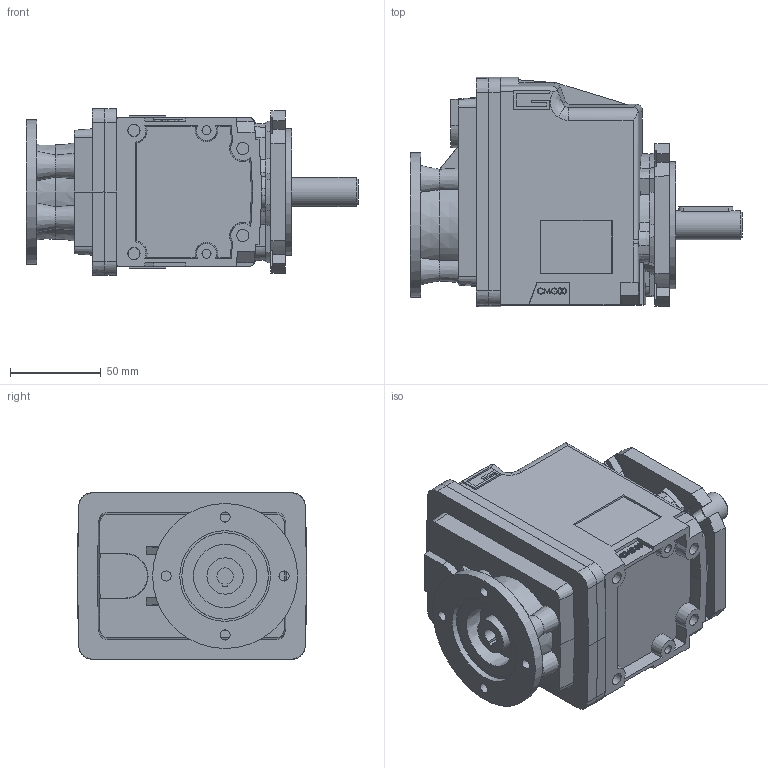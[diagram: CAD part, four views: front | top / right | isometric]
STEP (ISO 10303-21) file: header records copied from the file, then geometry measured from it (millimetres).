
FILE_DESCRIPTION( ( 'Unknown' ), '1' );
FILE_NAME( '63A4EFDA508DE8B0BEC0D4D1502E38F4.3d.stp', 'Unknown', ( 'Unknown' ), ( 'Unknown' ), 'PSStep 10.1', 'Unknown', ' ' );
FILE_SCHEMA( ( 'AUTOMOTIVE_DESIGN { 1 0 10303 214 1 1 1 1 }' ) );
Length unit declared in the file: millimetre
Products named in the file (1): cassa CMG00
Bounding box: 183 x 126.5 x 92 mm (x, y, z)
Volume: 1050409.5 mm3; surface area: 109388.3 mm2
Topology: 1 solids, 12 shells, 430 faces, 1101 edges, 727 vertices
Faces by surface type: plane 259, cone 91, extrusion 36, cylinder 36, bspline 8
Full cylindrical faces by diameter (mm): 4.917 x1, 16 x1, 19 x1, 20 x2, 40 x1, 50 x2, 70 x2
Entity records: 18641 total; most frequent: CARTESIAN_POINT 5032, ORIENTED_EDGE 2100, DIRECTION 2019, EDGE_CURVE 1050, AXIS2_PLACEMENT_3D 720, VERTEX_POINT 712, VECTOR 579, LINE 543
